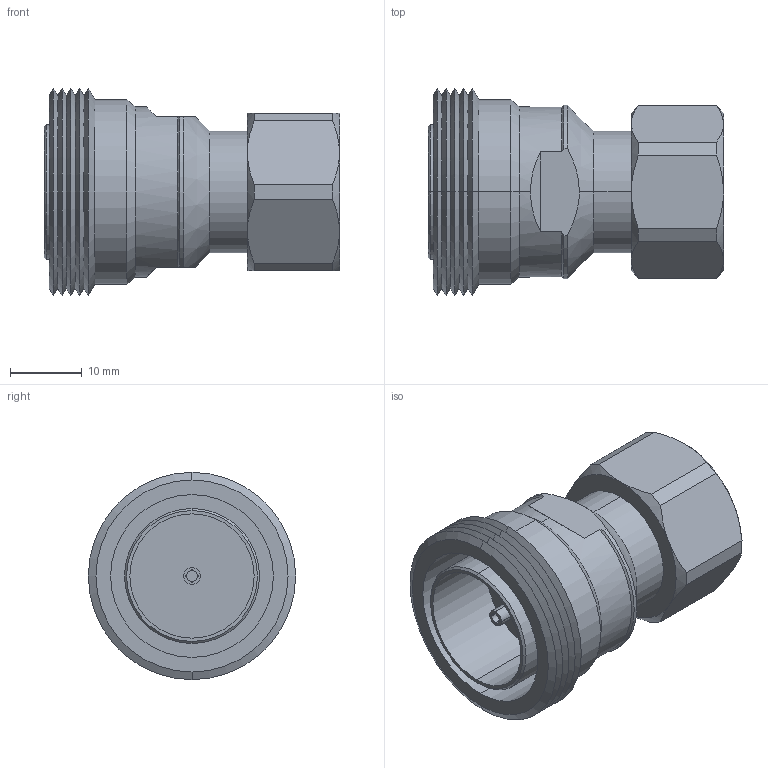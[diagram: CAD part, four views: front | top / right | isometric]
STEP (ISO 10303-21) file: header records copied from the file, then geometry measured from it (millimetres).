
FILE_DESCRIPTION (( 'STEP AP214' ), '1' );
FILE_NAME ('FMAD1170_3D.step', '2023-09-13T20:12:00', ( '' ), ( '' ), 'SwSTEP 2.0', 'SolidWorks 2022', '' );
FILE_SCHEMA (( 'AUTOMOTIVE_DESIGN' ));
Length unit declared in the file: millimetre
Products named in the file (1): FMAD1170_3D
Bounding box: 41.35 x 28.99 x 28.99 mm (x, y, z)
Volume: 10884 mm3; surface area: 9150.1 mm2
Topology: 1 solids, 1 shells, 159 faces, 354 edges, 206 vertices
Faces by surface type: cone 74, plane 43, cylinder 42
Entity records: 4530 total; most frequent: CARTESIAN_POINT 976, DIRECTION 778, ORIENTED_EDGE 708, EDGE_CURVE 354, AXIS2_PLACEMENT_3D 312, VERTEX_POINT 206, EDGE_LOOP 168, FACE_OUTER_BOUND 159
